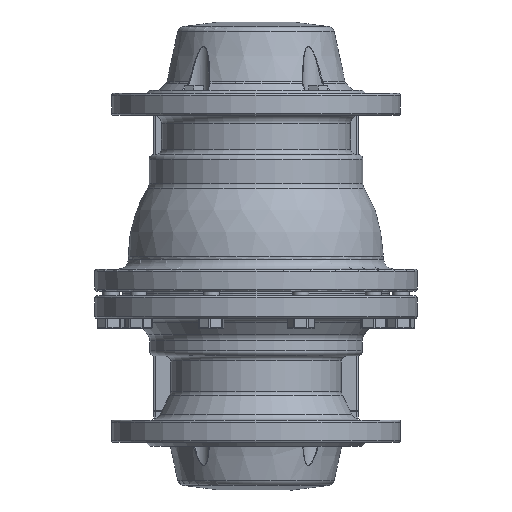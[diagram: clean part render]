
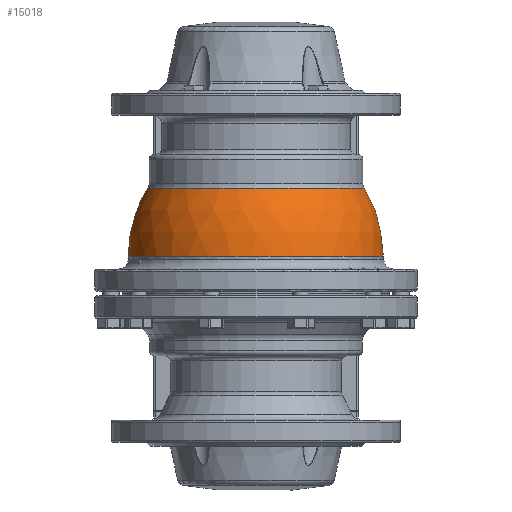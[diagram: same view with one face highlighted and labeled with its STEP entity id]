
A CAD part, front view. The second image highlights one B-rep face of the part: STEP entity #15018.
In plain terms, the highlighted spherical face has radius 125.5 mm.
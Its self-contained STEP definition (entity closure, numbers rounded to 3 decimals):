
#740=SPHERICAL_SURFACE('',#16451,125.5);
#2901=ORIENTED_EDGE('',*,*,#7284,.F.);
#2902=ORIENTED_EDGE('',*,*,#7282,.T.);
#2903=ORIENTED_EDGE('',*,*,#7285,.F.);
#7282=EDGE_CURVE('',#9475,#9474,#10906,.T.);
#7284=EDGE_CURVE('',#9476,#9476,#10907,.T.);
#7285=EDGE_CURVE('',#9475,#9474,#10908,.T.);
#9474=VERTEX_POINT('',#23226);
#9475=VERTEX_POINT('',#23228);
#9476=VERTEX_POINT('',#23244);
#10906=CIRCLE('',#16450,125.5);
#10907=CIRCLE('',#16452,106.513);
#10908=CIRCLE('',#16453,34.5);
#11902=EDGE_LOOP('',(#2901));
#11903=EDGE_LOOP('',(#2902,#2903));
#13300=FACE_BOUND('',#11902,.T.);
#13301=FACE_BOUND('',#11903,.T.);
#15018=ADVANCED_FACE('',(#13300,#13301),#740,.T.);
#16450=AXIS2_PLACEMENT_3D('',#23227,#18423,#18424);
#16451=AXIS2_PLACEMENT_3D('',#23242,#18425,#18426);
#16452=AXIS2_PLACEMENT_3D('',#23243,#18427,#18428);
#16453=AXIS2_PLACEMENT_3D('',#23245,#18429,#18430);
#18423=DIRECTION('',(0.,0.,1.));
#18424=DIRECTION('',(-1.,0.,0.));
#18425=DIRECTION('',(0.,0.,1.));
#18426=DIRECTION('',(-1.,0.,0.));
#18427=DIRECTION('',(0.,0.,1.));
#18428=DIRECTION('',(-1.,0.,0.));
#18429=DIRECTION('',(0.,1.,0.));
#18430=DIRECTION('',(0.,0.,1.));
#23226=CARTESIAN_POINT('',(34.5,120.665,61.2));
#23227=CARTESIAN_POINT('',(0.,0.,61.2));
#23228=CARTESIAN_POINT('',(-34.5,120.665,61.2));
#23242=CARTESIAN_POINT('',(0.,0.,61.2));
#23243=CARTESIAN_POINT('',(0.,0.,127.572));
#23244=CARTESIAN_POINT('',(-106.513,0.,127.572));
#23245=CARTESIAN_POINT('',(0.,120.665,61.2));
